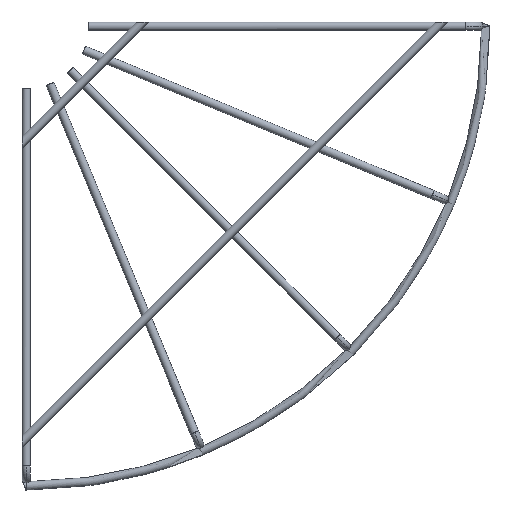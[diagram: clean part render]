
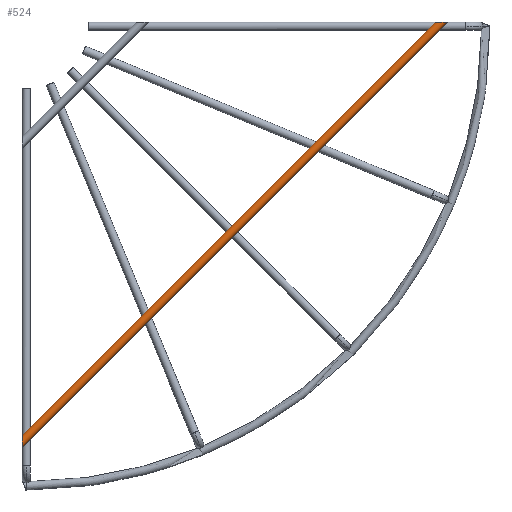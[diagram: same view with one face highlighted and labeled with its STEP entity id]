
A CAD part, front view. The second image highlights one B-rep face of the part: STEP entity #524.
In plain terms, the highlighted cylindrical face has radius 1.9 mm (diameter 3.8 mm), a partial arc.
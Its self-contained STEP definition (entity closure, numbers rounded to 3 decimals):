
#13 = ORIENTED_EDGE ( 'NONE', *, *, #64, .F. ) ;
#21 = AXIS2_PLACEMENT_3D ( 'NONE', #2942, #2985, #414 ) ;
#38 = CARTESIAN_POINT ( 'NONE',  ( 189.019, -56.317, 1.9 ) ) ;
#53 = CARTESIAN_POINT ( 'NONE',  ( 187.799, -59.069, 1.9 ) ) ;
#64 = EDGE_CURVE ( 'NONE', #1816, #3216, #2042, .T. ) ;
#84 = CARTESIAN_POINT ( 'NONE',  ( -1.9, -55.749, -183.768 ) ) ;
#261 = VECTOR ( 'NONE', #1271, 1000. ) ;
#284 = CARTESIAN_POINT ( 'NONE',  ( 189.08, -55.749, 1.838 ) ) ;
#310 = VERTEX_POINT ( 'NONE', #84 ) ;
#330 = LINE ( 'NONE', #1417, #261 ) ;
#397 = AXIS2_PLACEMENT_3D ( 'NONE', #2179, #2188, #2193 ) ;
#414 = DIRECTION ( 'NONE',  ( -0.707, 0., 0.707 ) ) ;
#445 = VERTEX_POINT ( 'NONE', #2965 ) ;
#524 = ADVANCED_FACE ( 'NONE', ( #1881 ), #2651, .T. ) ;
#564 = DIRECTION ( 'NONE',  ( 0.707, 0., 0.707 ) ) ;
#637 = VERTEX_POINT ( 'NONE', #2429 ) ;
#666 = EDGE_LOOP ( 'NONE', ( #1013, #13, #1406, #3001, #779, #2299 ) ) ;
#779 = ORIENTED_EDGE ( 'NONE', *, *, #1889, .T. ) ;
#846 =( BOUNDED_CURVE ( )  B_SPLINE_CURVE ( 3, ( #2014, #1489, #1957, #1853 ),
 .UNSPECIFIED., .F., .T. ) 
 B_SPLINE_CURVE_WITH_KNOTS ( ( 4, 4 ),
 ( 3.142, 5.979 ),
 .UNSPECIFIED. ) 
 CURVE ( )  GEOMETRIC_REPRESENTATION_ITEM ( )  RATIONAL_B_SPLINE_CURVE ( ( 1., 0.434, 0.434, 1. ) ) 
 REPRESENTATION_ITEM ( '' )  );
#1013 = ORIENTED_EDGE ( 'NONE', *, *, #2272, .F. ) ;
#1120 = VERTEX_POINT ( 'NONE', #2586 ) ;
#1271 = DIRECTION ( 'NONE',  ( -0.707, 0., -0.707 ) ) ;
#1406 = ORIENTED_EDGE ( 'NONE', *, *, #1900, .T. ) ;
#1417 = CARTESIAN_POINT ( 'NONE',  ( 186.393, -55.749, 4.525 ) ) ;
#1489 = CARTESIAN_POINT ( 'NONE',  ( -1.9, -58.632, -183.768 ) ) ;
#1551 = LINE ( 'NONE', #2997, #2931 ) ;
#1816 = VERTEX_POINT ( 'NONE', #2291 ) ;
#1853 = CARTESIAN_POINT ( 'NONE',  ( -1.9, -56.317, -189.019 ) ) ;
#1881 = FACE_OUTER_BOUND ( 'NONE', #666, .T. ) ;
#1884 = CARTESIAN_POINT ( 'NONE',  ( 183.768, -55.749, 1.9 ) ) ;
#1889 = EDGE_CURVE ( 'NONE', #310, #445, #846, .T. ) ;
#1900 = EDGE_CURVE ( 'NONE', #1816, #1120, #2185, .T. ) ;
#1957 = CARTESIAN_POINT ( 'NONE',  ( -1.9, -59.069, -187.799 ) ) ;
#2014 = CARTESIAN_POINT ( 'NONE',  ( -1.9, -55.749, -183.768 ) ) ;
#2042 = CIRCLE ( 'NONE', #2787, 1.9 ) ;
#2179 = CARTESIAN_POINT ( 'NONE',  ( -3.182, -55.749, -187.737 ) ) ;
#2185 =( BOUNDED_CURVE ( )  B_SPLINE_CURVE ( 3, ( #38, #53, #2427, #1884 ),
 .UNSPECIFIED., .F., .T. ) 
 B_SPLINE_CURVE_WITH_KNOTS ( ( 4, 4 ),
 ( 3.445, 6.283 ),
 .UNSPECIFIED. ) 
 CURVE ( )  GEOMETRIC_REPRESENTATION_ITEM ( )  RATIONAL_B_SPLINE_CURVE ( ( 1., 0.434, 0.434, 1. ) ) 
 REPRESENTATION_ITEM ( '' )  );
#2188 = DIRECTION ( 'NONE',  ( 0.707, 0., 0.707 ) ) ;
#2193 = DIRECTION ( 'NONE',  ( 0.707, 0., -0.707 ) ) ;
#2272 = EDGE_CURVE ( 'NONE', #3216, #637, #1551, .T. ) ;
#2291 = CARTESIAN_POINT ( 'NONE',  ( 189.019, -56.317, 1.9 ) ) ;
#2299 = ORIENTED_EDGE ( 'NONE', *, *, #2428, .T. ) ;
#2337 = CARTESIAN_POINT ( 'NONE',  ( 187.737, -55.749, 3.182 ) ) ;
#2358 = DIRECTION ( 'NONE',  ( 0.707, 0., -0.707 ) ) ;
#2427 = CARTESIAN_POINT ( 'NONE',  ( 183.768, -58.632, 1.9 ) ) ;
#2428 = EDGE_CURVE ( 'NONE', #445, #637, #2769, .T. ) ;
#2429 = CARTESIAN_POINT ( 'NONE',  ( -1.838, -55.749, -189.08 ) ) ;
#2586 = CARTESIAN_POINT ( 'NONE',  ( 183.768, -55.749, 1.9 ) ) ;
#2651 = CYLINDRICAL_SURFACE ( 'NONE', #21, 1.9 ) ;
#2712 = EDGE_CURVE ( 'NONE', #1120, #310, #330, .T. ) ;
#2769 = CIRCLE ( 'NONE', #397, 1.9 ) ;
#2787 = AXIS2_PLACEMENT_3D ( 'NONE', #2337, #564, #2358 ) ;
#2931 = VECTOR ( 'NONE', #2939, 1000. ) ;
#2939 = DIRECTION ( 'NONE',  ( -0.707, 0., -0.707 ) ) ;
#2942 = CARTESIAN_POINT ( 'NONE',  ( 187.737, -55.749, 3.182 ) ) ;
#2965 = CARTESIAN_POINT ( 'NONE',  ( -1.9, -56.317, -189.019 ) ) ;
#2985 = DIRECTION ( 'NONE',  ( -0.707, 0., -0.707 ) ) ;
#2997 = CARTESIAN_POINT ( 'NONE',  ( 189.08, -55.749, 1.838 ) ) ;
#3001 = ORIENTED_EDGE ( 'NONE', *, *, #2712, .T. ) ;
#3216 = VERTEX_POINT ( 'NONE', #284 ) ;
